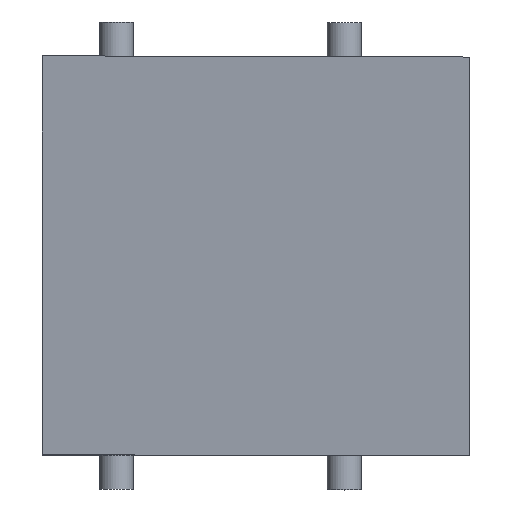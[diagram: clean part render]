
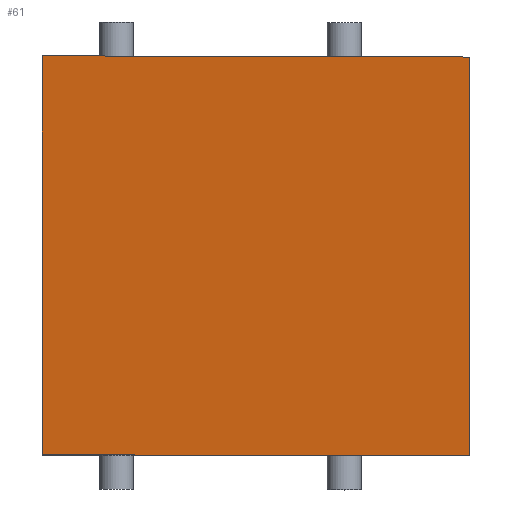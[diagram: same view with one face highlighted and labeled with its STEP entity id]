
A CAD part, top view. The second image highlights one B-rep face of the part: STEP entity #61.
In plain terms, the highlighted planar face has unit normal (0.848, 0, 0.53).
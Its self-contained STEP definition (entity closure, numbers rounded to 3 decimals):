
#61=ADVANCED_FACE('',(#139),#141,.T.);
#139=FACE_BOUND('',#140,.T.);
#140=EDGE_LOOP('',(#209,#210,#211,#212));
#141=PLANE('',#142);
#142=AXIS2_PLACEMENT_3D('',#143,#144,#145);
#143=CARTESIAN_POINT('',(-51.,0.,37.5));
#144=DIRECTION('',(0.848,0.,0.53));
#145=DIRECTION('',(0.53,0.,-0.848));
#209=ORIENTED_EDGE('',*,*,#223,.T.);
#210=ORIENTED_EDGE('',*,*,#239,.T.);
#211=ORIENTED_EDGE('',*,*,#228,.F.);
#212=ORIENTED_EDGE('',*,*,#240,.F.);
#223=EDGE_CURVE('',#246,#244,#247,.T.);
#228=EDGE_CURVE('',#254,#256,#257,.T.);
#239=EDGE_CURVE('',#244,#256,#275,.T.);
#240=EDGE_CURVE('',#246,#254,#276,.T.);
#244=VERTEX_POINT('',#282);
#246=VERTEX_POINT('',#286);
#247=LINE('',#287,#288);
#254=VERTEX_POINT('',#304);
#256=VERTEX_POINT('',#308);
#257=LINE('',#309,#310);
#275=LINE('',#355,#356);
#276=LINE('',#358,#359);
#282=CARTESIAN_POINT('',(24.,0.,-82.5));
#286=CARTESIAN_POINT('',(-51.,0.,37.5));
#287=CARTESIAN_POINT('',(-51.,0.,37.5));
#288=VECTOR('',#289,1.);
#289=DIRECTION('',(0.53,0.,-0.848));
#304=CARTESIAN_POINT('',(-51.,70.,37.5));
#308=CARTESIAN_POINT('',(24.,70.,-82.5));
#309=CARTESIAN_POINT('',(-51.,70.,37.5));
#310=VECTOR('',#311,1.);
#311=DIRECTION('',(0.53,0.,-0.848));
#355=CARTESIAN_POINT('',(24.,0.,-82.5));
#356=VECTOR('',#357,1.);
#357=DIRECTION('',(0.,1.,0.));
#358=CARTESIAN_POINT('',(-51.,0.,37.5));
#359=VECTOR('',#360,1.);
#360=DIRECTION('',(0.,1.,0.));
